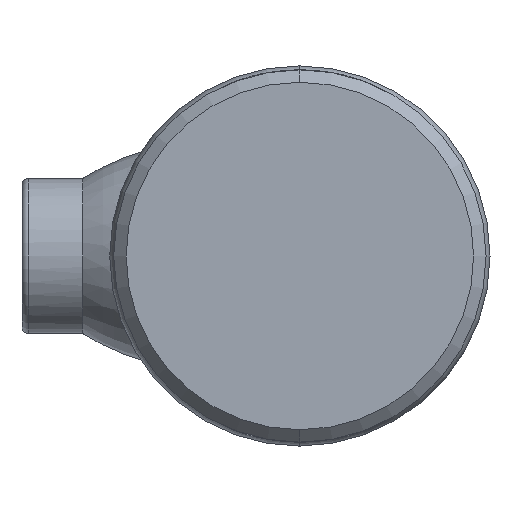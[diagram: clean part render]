
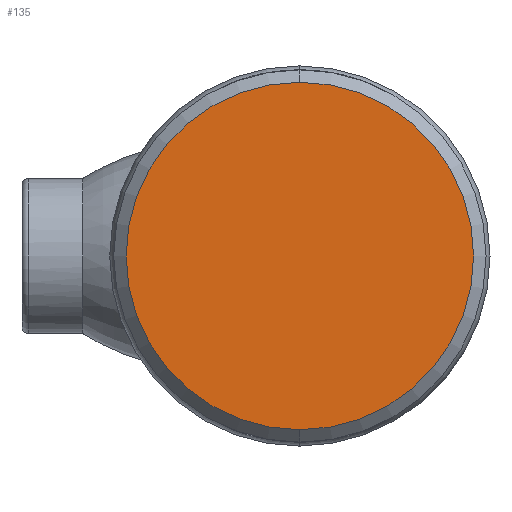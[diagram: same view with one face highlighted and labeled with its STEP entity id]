
A CAD part, left-side view. The second image highlights one B-rep face of the part: STEP entity #135.
In plain terms, the highlighted planar face has unit normal (-1, 0, 0).
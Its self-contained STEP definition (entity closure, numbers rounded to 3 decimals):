
#18 = CARTESIAN_POINT ( 'NONE',  ( 0., 0., -28. ) ) ;
#135 = ADVANCED_FACE ( 'NONE', ( #1107 ), #334, .F. ) ;
#334 = PLANE ( 'NONE',  #873 ) ;
#435 = ORIENTED_EDGE ( 'NONE', *, *, #1703, .T. ) ;
#515 = DIRECTION ( 'NONE',  ( 0., 0., -1. ) ) ;
#650 = DIRECTION ( 'NONE',  ( -1., 0., 0. ) ) ;
#702 = ORIENTED_EDGE ( 'NONE', *, *, #1649, .T. ) ;
#703 = AXIS2_PLACEMENT_3D ( 'NONE', #2151, #1023, #2346 ) ;
#801 = CARTESIAN_POINT ( 'NONE',  ( 0., 0., 28. ) ) ;
#847 = CIRCLE ( 'NONE', #1597, 28. ) ;
#873 = AXIS2_PLACEMENT_3D ( 'NONE', #1843, #1666, #515 ) ;
#1023 = DIRECTION ( 'NONE',  ( -1., 0., 0. ) ) ;
#1036 = CIRCLE ( 'NONE', #703, 28. ) ;
#1090 = VERTEX_POINT ( 'NONE', #801 ) ;
#1107 = FACE_OUTER_BOUND ( 'NONE', #1203, .T. ) ;
#1203 = EDGE_LOOP ( 'NONE', ( #435, #702 ) ) ;
#1449 = VERTEX_POINT ( 'NONE', #18 ) ;
#1597 = AXIS2_PLACEMENT_3D ( 'NONE', #1788, #650, #1982 ) ;
#1649 = EDGE_CURVE ( 'NONE', #1090, #1449, #1036, .T. ) ;
#1666 = DIRECTION ( 'NONE',  ( 1., 0., 0. ) ) ;
#1703 = EDGE_CURVE ( 'NONE', #1449, #1090, #847, .T. ) ;
#1788 = CARTESIAN_POINT ( 'NONE',  ( 0., 0., 0. ) ) ;
#1843 = CARTESIAN_POINT ( 'NONE',  ( 0., 0., 0. ) ) ;
#1982 = DIRECTION ( 'NONE',  ( 0., 0., -1. ) ) ;
#2151 = CARTESIAN_POINT ( 'NONE',  ( 0., 0., 0. ) ) ;
#2346 = DIRECTION ( 'NONE',  ( 0., 0., -1. ) ) ;
